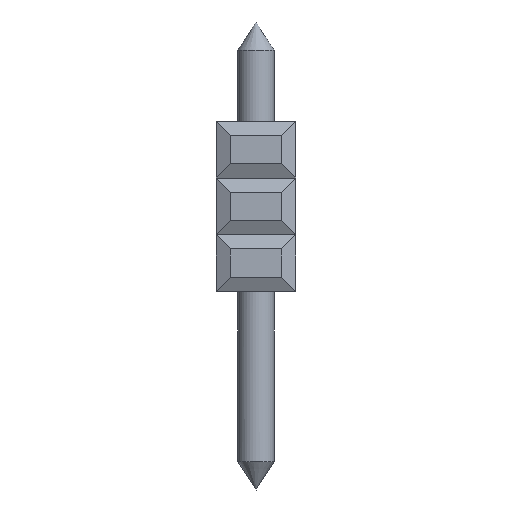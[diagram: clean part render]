
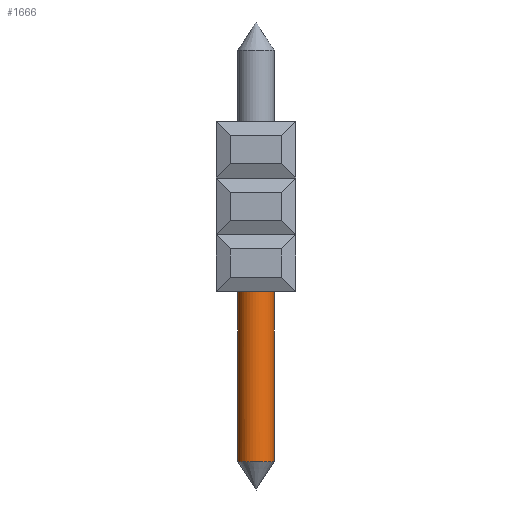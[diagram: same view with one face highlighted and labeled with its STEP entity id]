
A CAD part, left-side view. The second image highlights one B-rep face of the part: STEP entity #1666.
In plain terms, the highlighted cylindrical face has radius 0.65 mm (diameter 1.3 mm), a full revolution.
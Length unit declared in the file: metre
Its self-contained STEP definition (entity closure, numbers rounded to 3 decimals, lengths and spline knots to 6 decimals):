
#1666=ADVANCED_FACE('',(#3974,#3975),#3976,.T.);
#3974=FACE_OUTER_BOUND('',#6821,.T.);
#3975=FACE_OUTER_BOUND('',#6822,.T.);
#3976=CYLINDRICAL_SURFACE('',#6823,0.00065);
#6821=EDGE_LOOP('',(#11990));
#6822=EDGE_LOOP('',(#11991));
#6823=AXIS2_PLACEMENT_3D('',#11992,#11993,#11994);
#11990=ORIENTED_EDGE('',*,*,#17488,.F.);
#11991=ORIENTED_EDGE('',*,*,#17489,.F.);
#11992=CARTESIAN_POINT('',(0.03065,-0.03326,0.0025));
#11993=DIRECTION('',(0.0,0.,-1.0));
#11994=DIRECTION('',(-1.0,0.0,0.0));
#17488=EDGE_CURVE('',#21322,#21322,#21323,.T.);
#17489=EDGE_CURVE('',#21324,#21324,#21325,.T.);
#21322=VERTEX_POINT('',#26568);
#21323=CIRCLE('',#26569,0.00065);
#21324=VERTEX_POINT('',#26570);
#21325=CIRCLE('',#26571,0.00065);
#26568=CARTESIAN_POINT('',(0.03104,-0.03274,-0.012));
#26569=AXIS2_PLACEMENT_3D('',#30001,#30002,#30003);
#26570=CARTESIAN_POINT('',(0.03065,-0.03391,-0.0058));
#26571=AXIS2_PLACEMENT_3D('',#30004,#30005,#30006);
#30001=CARTESIAN_POINT('',(0.03065,-0.03326,-0.012));
#30002=DIRECTION('',(0.,0.,-1.0));
#30003=DIRECTION('',(0.6,0.8,0.));
#30004=CARTESIAN_POINT('',(0.03065,-0.03326,-0.0058));
#30005=DIRECTION('',(0.0,0.,1.0));
#30006=DIRECTION('',(0.0,-1.0,0.));
